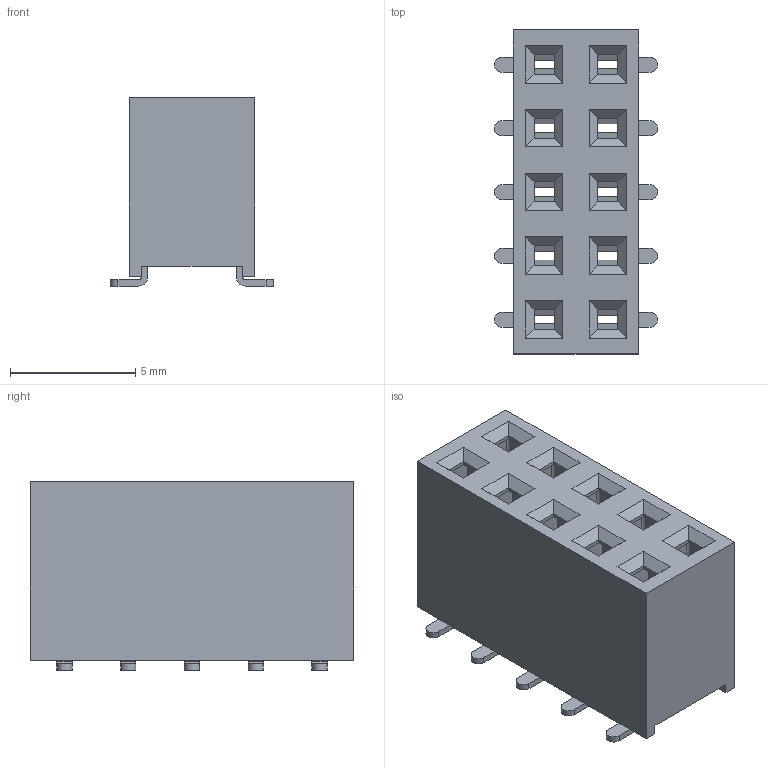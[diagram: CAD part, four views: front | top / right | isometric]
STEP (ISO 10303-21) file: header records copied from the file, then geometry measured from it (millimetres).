
FILE_DESCRIPTION(/* description */ (''),/* implementation_level */ '2;1');
FILE_NAME(/* name */ 'M20-7870542_asm.stp.iam.stp',/* time_stamp */ '2023-05-24T08:20:03+02:00',/* author */ ('mraoul'),/* organization */ (''),/* preprocessor_version */ 'ST-DEVELOPER v19.2',/* originating_system */ 'Autodesk Inventor 2024',/* authorisation */ '');
FILE_SCHEMA (('AUTOMOTIVE_DESIGN { 1 0 10303 214 3 1 1 }'));
Length unit declared in the file: millimetre
Products named in the file (4): M20-7870542_asm.stp; M20-7871042_ASM; M20-78710_MOULD; M20-787_CONTACT
Assembly tree (12 placements, depth 3):
  M20-7870542_asm.stp
    M20-7871042_ASM
      M20-78710_MOULD
      M20-787_CONTACT  x10
Bounding box: 6.5 x 12.9 x 7.5 mm (x, y, z)
Volume: 346 mm3; surface area: 1288.1 mm2
Topology: 11 solids, 11 shells, 790 faces, 2284 edges, 1476 vertices
Faces by surface type: plane 540, cylinder 250
Entity records: 6958 total; most frequent: CARTESIAN_POINT 1200, ORIENTED_EDGE 1184, DIRECTION 1102, EDGE_CURVE 592, LINE 542, VECTOR 542, VERTEX_POINT 378, AXIS2_PLACEMENT_3D 280
